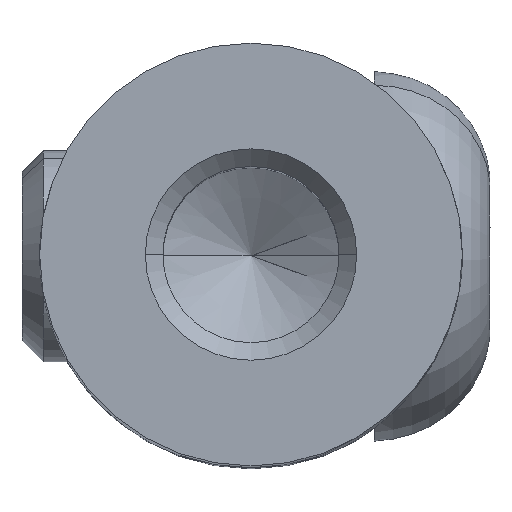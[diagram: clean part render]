
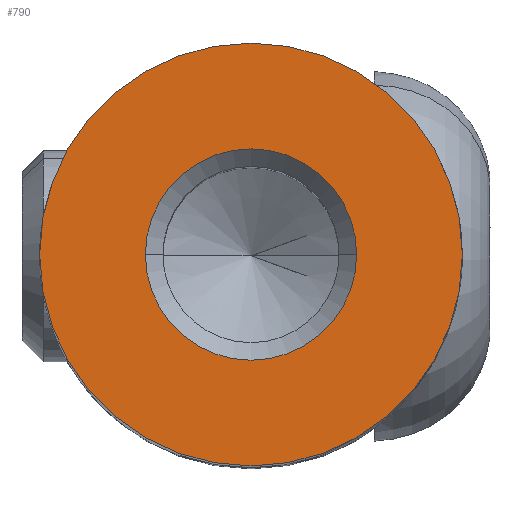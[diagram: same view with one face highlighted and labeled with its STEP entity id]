
A CAD part, top view. The second image highlights one B-rep face of the part: STEP entity #790.
In plain terms, the highlighted planar face has unit normal (0, 0, 1).
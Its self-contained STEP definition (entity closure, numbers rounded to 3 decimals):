
#16 = ORIENTED_EDGE ( 'NONE', *, *, #1525, .T. ) ;
#62 = CIRCLE ( 'NONE', #2548, 6. ) ;
#95 = AXIS2_PLACEMENT_3D ( 'NONE', #579, #1636, #178 ) ;
#134 = DIRECTION ( 'NONE',  ( 1., 0., 0. ) ) ;
#178 = DIRECTION ( 'NONE',  ( 1., 0., 0. ) ) ;
#180 = CARTESIAN_POINT ( 'NONE',  ( -6., 0., 38. ) ) ;
#193 = VERTEX_POINT ( 'NONE', #2145 ) ;
#332 = FACE_BOUND ( 'NONE', #624, .T. ) ;
#420 = EDGE_CURVE ( 'NONE', #889, #2594, #62, .T. ) ;
#428 = CARTESIAN_POINT ( 'NONE',  ( 0., 0., 38. ) ) ;
#501 = CARTESIAN_POINT ( 'NONE',  ( 0., 0., 38. ) ) ;
#509 = AXIS2_PLACEMENT_3D ( 'NONE', #1181, #582, #1445 ) ;
#514 = DIRECTION ( 'NONE',  ( 0., 0., 1. ) ) ;
#522 = DIRECTION ( 'NONE',  ( 0., 0., -1. ) ) ;
#579 = CARTESIAN_POINT ( 'NONE',  ( 0., 0., 38. ) ) ;
#582 = DIRECTION ( 'NONE',  ( 0., 0., 1. ) ) ;
#624 = EDGE_LOOP ( 'NONE', ( #2169, #16 ) ) ;
#673 = ORIENTED_EDGE ( 'NONE', *, *, #2474, .T. ) ;
#701 = VERTEX_POINT ( 'NONE', #778 ) ;
#778 = CARTESIAN_POINT ( 'NONE',  ( -3., 0., 38. ) ) ;
#790 = ADVANCED_FACE ( 'NONE', ( #332, #1653 ), #2489, .T. ) ;
#828 = DIRECTION ( 'NONE',  ( 0., 0., 1. ) ) ;
#889 = VERTEX_POINT ( 'NONE', #1915 ) ;
#1181 = CARTESIAN_POINT ( 'NONE',  ( 0., 0., 38. ) ) ;
#1286 = DIRECTION ( 'NONE',  ( 1., 0., 0. ) ) ;
#1308 = ORIENTED_EDGE ( 'NONE', *, *, #420, .T. ) ;
#1445 = DIRECTION ( 'NONE',  ( 1., 0., 0. ) ) ;
#1525 = EDGE_CURVE ( 'NONE', #701, #193, #2723, .T. ) ;
#1579 = AXIS2_PLACEMENT_3D ( 'NONE', #501, #514, #1593 ) ;
#1593 = DIRECTION ( 'NONE',  ( 1., 0., 0. ) ) ;
#1636 = DIRECTION ( 'NONE',  ( 0., 0., -1. ) ) ;
#1653 = FACE_OUTER_BOUND ( 'NONE', #2045, .T. ) ;
#1758 = CIRCLE ( 'NONE', #1579, 6. ) ;
#1760 = EDGE_CURVE ( 'NONE', #193, #701, #2184, .T. ) ;
#1915 = CARTESIAN_POINT ( 'NONE',  ( 6., 0., 38. ) ) ;
#2045 = EDGE_LOOP ( 'NONE', ( #673, #1308 ) ) ;
#2094 = AXIS2_PLACEMENT_3D ( 'NONE', #2665, #522, #134 ) ;
#2145 = CARTESIAN_POINT ( 'NONE',  ( 3., 0., 38. ) ) ;
#2169 = ORIENTED_EDGE ( 'NONE', *, *, #1760, .T. ) ;
#2184 = CIRCLE ( 'NONE', #2094, 3. ) ;
#2474 = EDGE_CURVE ( 'NONE', #2594, #889, #1758, .T. ) ;
#2489 = PLANE ( 'NONE',  #509 ) ;
#2548 = AXIS2_PLACEMENT_3D ( 'NONE', #428, #828, #1286 ) ;
#2594 = VERTEX_POINT ( 'NONE', #180 ) ;
#2665 = CARTESIAN_POINT ( 'NONE',  ( 0., 0., 38. ) ) ;
#2723 = CIRCLE ( 'NONE', #95, 3. ) ;
